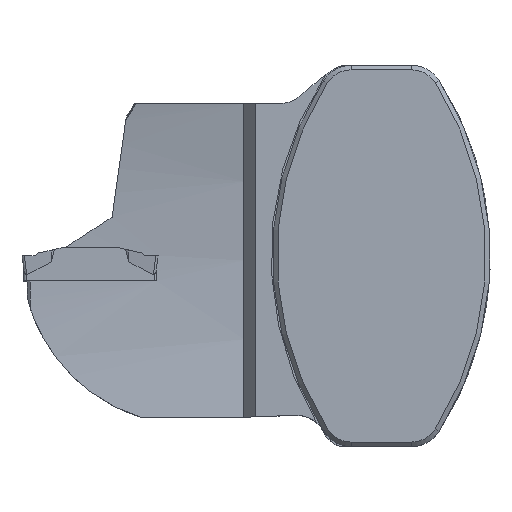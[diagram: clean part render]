
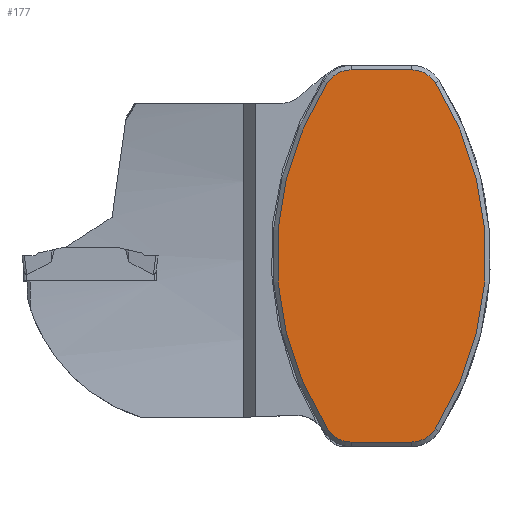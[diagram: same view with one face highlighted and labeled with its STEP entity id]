
A CAD part, top view. The second image highlights one B-rep face of the part: STEP entity #177.
In plain terms, the highlighted planar face has unit normal (0, 0, 1).
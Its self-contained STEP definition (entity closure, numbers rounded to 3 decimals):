
#134=PLANE('',#1633);
#177=ADVANCED_FACE('',(#275),#134,.T.);
#275=FACE_OUTER_BOUND('',#353,.T.);
#353=EDGE_LOOP('',(#811,#812,#813,#814,#815,#816,#817,#818));
#435=CIRCLE('',#1627,5.175);
#436=CIRCLE('',#1628,59.175);
#437=CIRCLE('',#1629,5.175);
#438=CIRCLE('',#1630,5.175);
#439=CIRCLE('',#1631,59.175);
#440=CIRCLE('',#1632,5.175);
#490=LINE('',#2401,#607);
#491=LINE('',#2409,#608);
#607=VECTOR('',#1839,1.);
#608=VECTOR('',#1846,1.);
#811=ORIENTED_EDGE('',*,*,#1353,.F.);
#812=ORIENTED_EDGE('',*,*,#1354,.F.);
#813=ORIENTED_EDGE('',*,*,#1355,.F.);
#814=ORIENTED_EDGE('',*,*,#1356,.F.);
#815=ORIENTED_EDGE('',*,*,#1357,.F.);
#816=ORIENTED_EDGE('',*,*,#1358,.F.);
#817=ORIENTED_EDGE('',*,*,#1359,.F.);
#818=ORIENTED_EDGE('',*,*,#1360,.F.);
#1198=VERTEX_POINT('',#2395);
#1199=VERTEX_POINT('',#2396);
#1200=VERTEX_POINT('',#2398);
#1201=VERTEX_POINT('',#2400);
#1202=VERTEX_POINT('',#2402);
#1203=VERTEX_POINT('',#2404);
#1204=VERTEX_POINT('',#2406);
#1205=VERTEX_POINT('',#2408);
#1353=EDGE_CURVE('',#1198,#1199,#435,.T.);
#1354=EDGE_CURVE('',#1200,#1198,#436,.T.);
#1355=EDGE_CURVE('',#1201,#1200,#437,.T.);
#1356=EDGE_CURVE('',#1202,#1201,#490,.T.);
#1357=EDGE_CURVE('',#1203,#1202,#438,.T.);
#1358=EDGE_CURVE('',#1204,#1203,#439,.T.);
#1359=EDGE_CURVE('',#1205,#1204,#440,.T.);
#1360=EDGE_CURVE('',#1199,#1205,#491,.T.);
#1627=AXIS2_PLACEMENT_3D('',#2394,#1833,#1834);
#1628=AXIS2_PLACEMENT_3D('',#2397,#1835,#1836);
#1629=AXIS2_PLACEMENT_3D('',#2399,#1837,#1838);
#1630=AXIS2_PLACEMENT_3D('',#2403,#1840,#1841);
#1631=AXIS2_PLACEMENT_3D('',#2405,#1842,#1843);
#1632=AXIS2_PLACEMENT_3D('',#2407,#1844,#1845);
#1633=AXIS2_PLACEMENT_3D('',#2410,#1847,#1848);
#1833=DIRECTION('',(0.,0.,-1.));
#1834=DIRECTION('',(0.,-1.,0.));
#1835=DIRECTION('',(0.,0.,-1.));
#1836=DIRECTION('',(0.,-1.,0.));
#1837=DIRECTION('',(0.,0.,-1.));
#1838=DIRECTION('',(0.,-1.,0.));
#1839=DIRECTION('',(1.,0.,0.));
#1840=DIRECTION('',(0.,0.,-1.));
#1841=DIRECTION('',(0.,-1.,0.));
#1842=DIRECTION('',(0.,0.,-1.));
#1843=DIRECTION('',(0.,-1.,0.));
#1844=DIRECTION('',(0.,0.,-1.));
#1845=DIRECTION('',(0.,-1.,0.));
#1846=DIRECTION('',(-1.,0.,0.));
#1847=DIRECTION('',(0.,0.,1.));
#1848=DIRECTION('',(0.,-1.,0.));
#2394=CARTESIAN_POINT('',(5.552,-29.,0.325));
#2395=CARTESIAN_POINT('',(9.918,-31.779,0.325));
#2396=CARTESIAN_POINT('',(5.552,-34.175,0.325));
#2397=CARTESIAN_POINT('',(-40.,0.,0.325));
#2398=CARTESIAN_POINT('',(9.918,31.779,0.325));
#2399=CARTESIAN_POINT('',(5.552,29.,0.325));
#2400=CARTESIAN_POINT('',(5.552,34.175,0.325));
#2401=CARTESIAN_POINT('',(0.,34.175,0.325));
#2402=CARTESIAN_POINT('',(-5.552,34.175,0.325));
#2403=CARTESIAN_POINT('',(-5.552,29.,0.325));
#2404=CARTESIAN_POINT('',(-9.918,31.779,0.325));
#2405=CARTESIAN_POINT('',(40.,0.,0.325));
#2406=CARTESIAN_POINT('',(-9.918,-31.779,0.325));
#2407=CARTESIAN_POINT('',(-5.552,-29.,0.325));
#2408=CARTESIAN_POINT('',(-5.552,-34.175,0.325));
#2409=CARTESIAN_POINT('',(0.,-34.175,0.325));
#2410=CARTESIAN_POINT('',(0.,0.,0.325));
